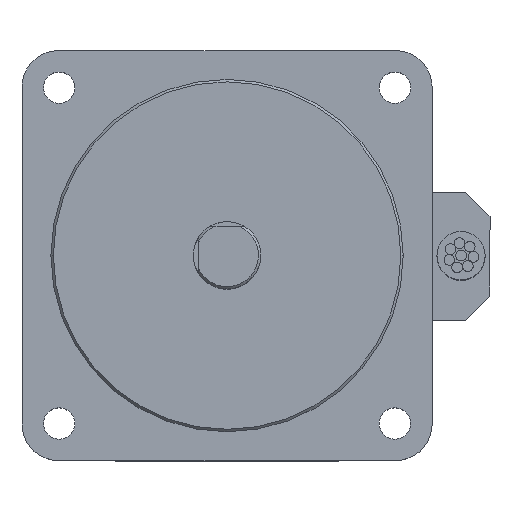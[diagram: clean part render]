
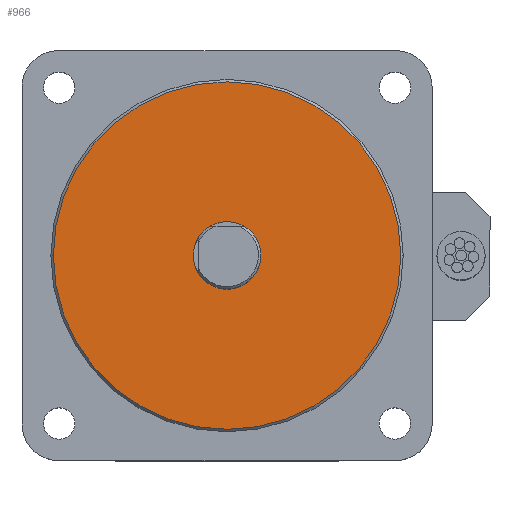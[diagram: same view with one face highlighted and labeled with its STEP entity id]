
A CAD part, top view. The second image highlights one B-rep face of the part: STEP entity #966.
In plain terms, the highlighted planar face has unit normal (0, 0, 1).
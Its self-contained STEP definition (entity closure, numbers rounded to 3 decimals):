
#20 = VERTEX_POINT ( 'NONE', #1846 ) ;
#120 = VERTEX_POINT ( 'NONE', #716 ) ;
#183 = FACE_OUTER_BOUND ( 'NONE', #2662, .T. ) ;
#184 = FACE_BOUND ( 'NONE', #2663, .T. ) ;
#206 = AXIS2_PLACEMENT_3D ( 'NONE', #557, #556, #555 ) ;
#245 = DIRECTION ( 'NONE',  ( 1., 0., 0. ) ) ;
#246 = DIRECTION ( 'NONE',  ( 0., 0., 1. ) ) ;
#247 = CARTESIAN_POINT ( 'NONE',  ( 0., 0., 98. ) ) ;
#282 = DIRECTION ( 'NONE',  ( 1., 0., 0. ) ) ;
#283 = DIRECTION ( 'NONE',  ( 0., 0., 1. ) ) ;
#284 = CARTESIAN_POINT ( 'NONE',  ( 0., 0., 98. ) ) ;
#555 = DIRECTION ( 'NONE',  ( 1., 0., 0. ) ) ;
#556 = DIRECTION ( 'NONE',  ( 0., 0., 1. ) ) ;
#557 = CARTESIAN_POINT ( 'NONE',  ( 0., 0., 98. ) ) ;
#558 = PLANE ( 'NONE',  #206 ) ;
#716 = CARTESIAN_POINT ( 'NONE',  ( -7., 0., 98. ) ) ;
#966 = ADVANCED_FACE ( 'NONE', ( #183, #184 ), #558, .T. ) ;
#1117 = EDGE_CURVE ( 'NONE', #20, #120, #1306, .T. ) ;
#1127 = EDGE_CURVE ( 'NONE', #1917, #2902, #1297, .T. ) ;
#1297 = CIRCLE ( 'NONE', #1322, 36.013 ) ;
#1306 = CIRCLE ( 'NONE', #1307, 7. ) ;
#1307 = AXIS2_PLACEMENT_3D ( 'NONE', #284, #283, #282 ) ;
#1322 = AXIS2_PLACEMENT_3D ( 'NONE', #247, #246, #245 ) ;
#1510 = CIRCLE ( 'NONE', #1516, 36.013 ) ;
#1512 = CIRCLE ( 'NONE', #1517, 7. ) ;
#1516 = AXIS2_PLACEMENT_3D ( 'NONE', #2345, #2346, #2347 ) ;
#1517 = AXIS2_PLACEMENT_3D ( 'NONE', #2348, #2349, #2350 ) ;
#1663 = EDGE_CURVE ( 'NONE', #2902, #1917, #1510, .T. ) ;
#1664 = EDGE_CURVE ( 'NONE', #120, #20, #1512, .T. ) ;
#1846 = CARTESIAN_POINT ( 'NONE',  ( 7., 0., 98. ) ) ;
#1917 = VERTEX_POINT ( 'NONE', #2439 ) ;
#2345 = CARTESIAN_POINT ( 'NONE',  ( 0., 0., 98. ) ) ;
#2346 = DIRECTION ( 'NONE',  ( 0., 0., 1. ) ) ;
#2347 = DIRECTION ( 'NONE',  ( 1., 0., 0. ) ) ;
#2348 = CARTESIAN_POINT ( 'NONE',  ( 0., 0., 98. ) ) ;
#2349 = DIRECTION ( 'NONE',  ( 0., 0., 1. ) ) ;
#2350 = DIRECTION ( 'NONE',  ( 1., 0., 0. ) ) ;
#2439 = CARTESIAN_POINT ( 'NONE',  ( 36.013, 0., 98. ) ) ;
#2476 = CARTESIAN_POINT ( 'NONE',  ( -36.013, 0., 98. ) ) ;
#2662 = EDGE_LOOP ( 'NONE', ( #2790, #2792 ) ) ;
#2663 = EDGE_LOOP ( 'NONE', ( #2788, #2794 ) ) ;
#2788 = ORIENTED_EDGE ( 'NONE', *, *, #1664, .F. ) ;
#2790 = ORIENTED_EDGE ( 'NONE', *, *, #1663, .T. ) ;
#2792 = ORIENTED_EDGE ( 'NONE', *, *, #1127, .T. ) ;
#2794 = ORIENTED_EDGE ( 'NONE', *, *, #1117, .F. ) ;
#2902 = VERTEX_POINT ( 'NONE', #2476 ) ;
